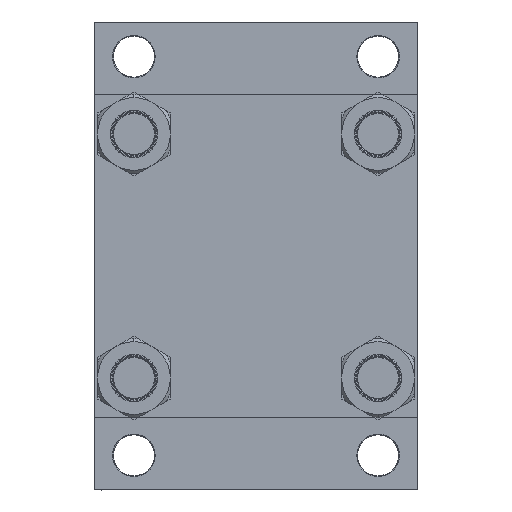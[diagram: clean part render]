
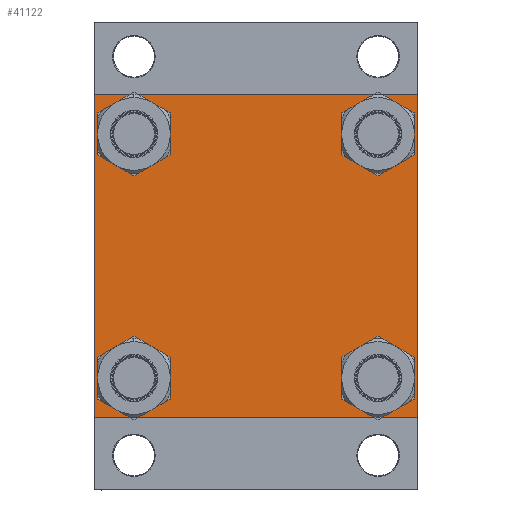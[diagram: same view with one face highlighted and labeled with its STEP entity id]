
A CAD part, left-side view. The second image highlights one B-rep face of the part: STEP entity #41122.
In plain terms, the highlighted planar face has unit normal (-1, 0, 0).
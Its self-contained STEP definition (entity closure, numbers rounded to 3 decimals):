
#160 = CARTESIAN_POINT ( 'NONE',  ( 0., -102.5, 102.5 ) ) ;
#355 = CARTESIAN_POINT ( 'NONE',  ( 0., 102.5, -102.5 ) ) ;
#483 = VECTOR ( 'NONE', #29575, 1000. ) ;
#782 = ORIENTED_EDGE ( 'NONE', *, *, #38938, .T. ) ;
#1293 = VECTOR ( 'NONE', #2502, 1000. ) ;
#2375 = ORIENTED_EDGE ( 'NONE', *, *, #34543, .T. ) ;
#2502 = DIRECTION ( 'NONE',  ( 0., 0.707, -0.707 ) ) ;
#2911 = LINE ( 'NONE', #36899, #35924 ) ;
#3024 = AXIS2_PLACEMENT_3D ( 'NONE', #40548, #18148, #24903 ) ;
#3939 = EDGE_LOOP ( 'NONE', ( #43239, #21738, #782, #18421, #21828, #30764, #33363, #2375 ) ) ;
#4684 = CARTESIAN_POINT ( 'NONE',  ( 0., -77.45, -77.45 ) ) ;
#5378 = CARTESIAN_POINT ( 'NONE',  ( 0., 77.45, -77.45 ) ) ;
#5828 = ORIENTED_EDGE ( 'NONE', *, *, #19445, .T. ) ;
#6474 = AXIS2_PLACEMENT_3D ( 'NONE', #18266, #32974, #26908 ) ;
#6782 = EDGE_LOOP ( 'NONE', ( #5828, #18999 ) ) ;
#6899 = VERTEX_POINT ( 'NONE', #34591 ) ;
#6922 = AXIS2_PLACEMENT_3D ( 'NONE', #28210, #46764, #42904 ) ;
#7071 = CARTESIAN_POINT ( 'NONE',  ( 0., -102., 102.5 ) ) ;
#7092 = DIRECTION ( 'NONE',  ( 0., 0., 1. ) ) ;
#7477 = EDGE_CURVE ( 'NONE', #44345, #15895, #40497, .T. ) ;
#8020 = EDGE_CURVE ( 'NONE', #36200, #31079, #28978, .T. ) ;
#8186 = AXIS2_PLACEMENT_3D ( 'NONE', #42162, #23627, #45300 ) ;
#8435 = CIRCLE ( 'NONE', #23817, 14. ) ;
#8460 = VERTEX_POINT ( 'NONE', #23111 ) ;
#8489 = CARTESIAN_POINT ( 'NONE',  ( 0., 77.45, 77.45 ) ) ;
#8590 = FACE_BOUND ( 'NONE', #21911, .T. ) ;
#9024 = LINE ( 'NONE', #38426, #35736 ) ;
#9490 = EDGE_CURVE ( 'NONE', #31587, #36200, #2911, .T. ) ;
#9933 = VERTEX_POINT ( 'NONE', #22383 ) ;
#10084 = AXIS2_PLACEMENT_3D ( 'NONE', #8489, #27035, #37896 ) ;
#11860 = CARTESIAN_POINT ( 'NONE',  ( 0., 77.45, -63.45 ) ) ;
#11970 = DIRECTION ( 'NONE',  ( -1., 0., 0. ) ) ;
#12635 = CIRCLE ( 'NONE', #6474, 14. ) ;
#12845 = CIRCLE ( 'NONE', #33635, 14. ) ;
#12961 = EDGE_CURVE ( 'NONE', #9933, #16842, #13565, .T. ) ;
#13228 = VERTEX_POINT ( 'NONE', #20510 ) ;
#13565 = LINE ( 'NONE', #45858, #19107 ) ;
#13980 = EDGE_LOOP ( 'NONE', ( #15291, #47368 ) ) ;
#14984 = VERTEX_POINT ( 'NONE', #15414 ) ;
#15291 = ORIENTED_EDGE ( 'NONE', *, *, #15712, .T. ) ;
#15414 = CARTESIAN_POINT ( 'NONE',  ( 0., -77.45, 91.45 ) ) ;
#15712 = EDGE_CURVE ( 'NONE', #13228, #43901, #26896, .T. ) ;
#15781 = DIRECTION ( 'NONE',  ( 1., 0., 0. ) ) ;
#15895 = VERTEX_POINT ( 'NONE', #11860 ) ;
#16301 = DIRECTION ( 'NONE',  ( 0., 0., 1. ) ) ;
#16658 = VERTEX_POINT ( 'NONE', #17205 ) ;
#16713 = DIRECTION ( 'NONE',  ( 0., -1., 0. ) ) ;
#16842 = VERTEX_POINT ( 'NONE', #7071 ) ;
#17205 = CARTESIAN_POINT ( 'NONE',  ( 0., 102., 102.5 ) ) ;
#17787 = CARTESIAN_POINT ( 'NONE',  ( 0., -77.45, 63.45 ) ) ;
#18148 = DIRECTION ( 'NONE',  ( 1., 0., 0. ) ) ;
#18211 = VECTOR ( 'NONE', #39820, 1000. ) ;
#18266 = CARTESIAN_POINT ( 'NONE',  ( 0., -77.45, -77.45 ) ) ;
#18421 = ORIENTED_EDGE ( 'NONE', *, *, #23273, .T. ) ;
#18842 = CARTESIAN_POINT ( 'NONE',  ( 0., 102.5, 102. ) ) ;
#18999 = ORIENTED_EDGE ( 'NONE', *, *, #29376, .T. ) ;
#19107 = VECTOR ( 'NONE', #27796, 1000. ) ;
#19145 = AXIS2_PLACEMENT_3D ( 'NONE', #5378, #31185, #45865 ) ;
#19445 = EDGE_CURVE ( 'NONE', #14984, #23236, #27686, .T. ) ;
#19673 = PLANE ( 'NONE',  #40819 ) ;
#20510 = CARTESIAN_POINT ( 'NONE',  ( 0., 77.45, 91.45 ) ) ;
#20793 = ORIENTED_EDGE ( 'NONE', *, *, #37491, .T. ) ;
#20836 = LINE ( 'NONE', #24699, #1293 ) ;
#21738 = ORIENTED_EDGE ( 'NONE', *, *, #8020, .T. ) ;
#21828 = ORIENTED_EDGE ( 'NONE', *, *, #31997, .F. ) ;
#21911 = EDGE_LOOP ( 'NONE', ( #20793, #38611 ) ) ;
#22312 = DIRECTION ( 'NONE',  ( 0., -1., 0. ) ) ;
#22361 = ORIENTED_EDGE ( 'NONE', *, *, #39052, .T. ) ;
#22383 = CARTESIAN_POINT ( 'NONE',  ( 0., -102.5, 102. ) ) ;
#22595 = FACE_BOUND ( 'NONE', #24290, .T. ) ;
#23111 = CARTESIAN_POINT ( 'NONE',  ( 0., -102., -102.5 ) ) ;
#23236 = VERTEX_POINT ( 'NONE', #17787 ) ;
#23273 = EDGE_CURVE ( 'NONE', #8460, #6899, #9024, .T. ) ;
#23300 = FACE_BOUND ( 'NONE', #13980, .T. ) ;
#23426 = EDGE_CURVE ( 'NONE', #34058, #28784, #12635, .T. ) ;
#23526 = CARTESIAN_POINT ( 'NONE',  ( 0., 0., 0. ) ) ;
#23627 = DIRECTION ( 'NONE',  ( 1., 0., 0. ) ) ;
#23817 = AXIS2_PLACEMENT_3D ( 'NONE', #4684, #15781, #28228 ) ;
#24290 = EDGE_LOOP ( 'NONE', ( #22361, #37691 ) ) ;
#24699 = CARTESIAN_POINT ( 'NONE',  ( 0., 102.25, 102.25 ) ) ;
#24903 = DIRECTION ( 'NONE',  ( 0., 0., 1. ) ) ;
#25439 = VECTOR ( 'NONE', #16713, 1000. ) ;
#26624 = CARTESIAN_POINT ( 'NONE',  ( 0., 77.45, 63.45 ) ) ;
#26896 = CIRCLE ( 'NONE', #3024, 14. ) ;
#26908 = DIRECTION ( 'NONE',  ( 0., 0., 1. ) ) ;
#27035 = DIRECTION ( 'NONE',  ( 1., 0., 0. ) ) ;
#27686 = CIRCLE ( 'NONE', #6922, 14. ) ;
#27796 = DIRECTION ( 'NONE',  ( 0., 0.707, 0.707 ) ) ;
#28029 = CARTESIAN_POINT ( 'NONE',  ( 0., 102.5, 102.5 ) ) ;
#28210 = CARTESIAN_POINT ( 'NONE',  ( 0., -77.45, 77.45 ) ) ;
#28228 = DIRECTION ( 'NONE',  ( 0., 0., 1. ) ) ;
#28784 = VERTEX_POINT ( 'NONE', #42328 ) ;
#28978 = LINE ( 'NONE', #43197, #18211 ) ;
#29376 = EDGE_CURVE ( 'NONE', #23236, #14984, #12845, .T. ) ;
#29554 = CARTESIAN_POINT ( 'NONE',  ( 0., 102.5, -102. ) ) ;
#29575 = DIRECTION ( 'NONE',  ( 0., 0., -1. ) ) ;
#29950 = VECTOR ( 'NONE', #22312, 1000. ) ;
#30309 = CARTESIAN_POINT ( 'NONE',  ( 0., -77.45, -91.45 ) ) ;
#30725 = DIRECTION ( 'NONE',  ( 0., -0.707, 0.707 ) ) ;
#30764 = ORIENTED_EDGE ( 'NONE', *, *, #12961, .T. ) ;
#30792 = CARTESIAN_POINT ( 'NONE',  ( 0., 77.45, -91.45 ) ) ;
#31079 = VERTEX_POINT ( 'NONE', #38503 ) ;
#31185 = DIRECTION ( 'NONE',  ( 1., 0., 0. ) ) ;
#31587 = VERTEX_POINT ( 'NONE', #18842 ) ;
#31997 = EDGE_CURVE ( 'NONE', #9933, #6899, #33200, .T. ) ;
#32974 = DIRECTION ( 'NONE',  ( 1., 0., 0. ) ) ;
#33200 = LINE ( 'NONE', #160, #483 ) ;
#33363 = ORIENTED_EDGE ( 'NONE', *, *, #41542, .F. ) ;
#33635 = AXIS2_PLACEMENT_3D ( 'NONE', #39150, #40110, #7092 ) ;
#33771 = CIRCLE ( 'NONE', #19145, 14. ) ;
#34058 = VERTEX_POINT ( 'NONE', #30309 ) ;
#34543 = EDGE_CURVE ( 'NONE', #16658, #31587, #20836, .T. ) ;
#34591 = CARTESIAN_POINT ( 'NONE',  ( 0., -102.5, -102. ) ) ;
#35736 = VECTOR ( 'NONE', #30725, 1000. ) ;
#35924 = VECTOR ( 'NONE', #43877, 1000. ) ;
#36200 = VERTEX_POINT ( 'NONE', #29554 ) ;
#36899 = CARTESIAN_POINT ( 'NONE',  ( 0., 102.5, 102.5 ) ) ;
#37491 = EDGE_CURVE ( 'NONE', #15895, #44345, #33771, .T. ) ;
#37691 = ORIENTED_EDGE ( 'NONE', *, *, #23426, .T. ) ;
#37762 = FACE_OUTER_BOUND ( 'NONE', #3939, .T. ) ;
#37896 = DIRECTION ( 'NONE',  ( 0., 0., 1. ) ) ;
#38426 = CARTESIAN_POINT ( 'NONE',  ( 0., -102.25, -102.25 ) ) ;
#38503 = CARTESIAN_POINT ( 'NONE',  ( 0., 102., -102.5 ) ) ;
#38611 = ORIENTED_EDGE ( 'NONE', *, *, #7477, .T. ) ;
#38938 = EDGE_CURVE ( 'NONE', #31079, #8460, #44226, .T. ) ;
#39052 = EDGE_CURVE ( 'NONE', #28784, #34058, #8435, .T. ) ;
#39150 = CARTESIAN_POINT ( 'NONE',  ( 0., -77.45, 77.45 ) ) ;
#39820 = DIRECTION ( 'NONE',  ( 0., -0.707, -0.707 ) ) ;
#40110 = DIRECTION ( 'NONE',  ( 1., 0., 0. ) ) ;
#40497 = CIRCLE ( 'NONE', #8186, 14. ) ;
#40548 = CARTESIAN_POINT ( 'NONE',  ( 0., 77.45, 77.45 ) ) ;
#40819 = AXIS2_PLACEMENT_3D ( 'NONE', #23526, #11970, #16301 ) ;
#41122 = ADVANCED_FACE ( 'NONE', ( #41600, #22595, #8590, #23300, #37762 ), #19673, .T. ) ;
#41542 = EDGE_CURVE ( 'NONE', #16658, #16842, #42009, .T. ) ;
#41600 = FACE_BOUND ( 'NONE', #6782, .T. ) ;
#42009 = LINE ( 'NONE', #28029, #25439 ) ;
#42162 = CARTESIAN_POINT ( 'NONE',  ( 0., 77.45, -77.45 ) ) ;
#42328 = CARTESIAN_POINT ( 'NONE',  ( 0., -77.45, -63.45 ) ) ;
#42904 = DIRECTION ( 'NONE',  ( 0., 0., 1. ) ) ;
#43197 = CARTESIAN_POINT ( 'NONE',  ( 0., 102.25, -102.25 ) ) ;
#43239 = ORIENTED_EDGE ( 'NONE', *, *, #9490, .T. ) ;
#43877 = DIRECTION ( 'NONE',  ( 0., 0., -1. ) ) ;
#43901 = VERTEX_POINT ( 'NONE', #26624 ) ;
#44226 = LINE ( 'NONE', #355, #29950 ) ;
#44345 = VERTEX_POINT ( 'NONE', #30792 ) ;
#45300 = DIRECTION ( 'NONE',  ( 0., 0., 1. ) ) ;
#45858 = CARTESIAN_POINT ( 'NONE',  ( 0., -102.25, 102.25 ) ) ;
#45865 = DIRECTION ( 'NONE',  ( 0., 0., 1. ) ) ;
#46274 = CIRCLE ( 'NONE', #10084, 14. ) ;
#46731 = EDGE_CURVE ( 'NONE', #43901, #13228, #46274, .T. ) ;
#46764 = DIRECTION ( 'NONE',  ( 1., 0., 0. ) ) ;
#47368 = ORIENTED_EDGE ( 'NONE', *, *, #46731, .T. ) ;
